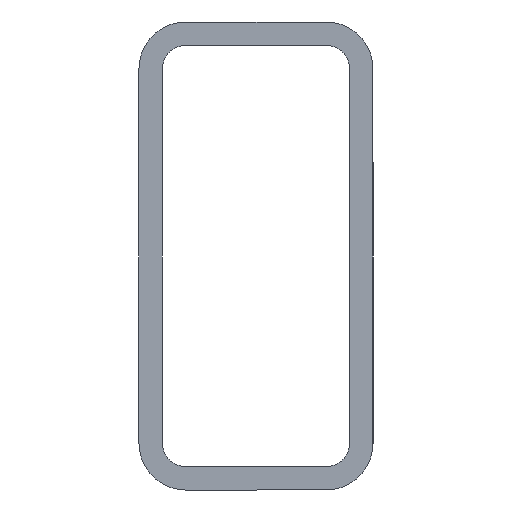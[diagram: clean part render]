
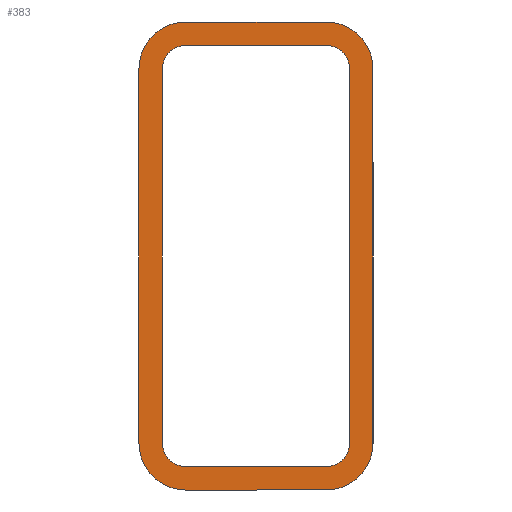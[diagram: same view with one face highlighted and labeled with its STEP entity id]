
A CAD part, left-side view. The second image highlights one B-rep face of the part: STEP entity #383.
In plain terms, the highlighted planar face has unit normal (-1, 0, 0).
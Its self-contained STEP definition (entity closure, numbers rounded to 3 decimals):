
#6 = VECTOR ( 'NONE', #187, 1000. ) ;
#8 = DIRECTION ( 'NONE',  ( 0., 0., -1. ) ) ;
#13 = ORIENTED_EDGE ( 'NONE', *, *, #243, .T. ) ;
#15 = DIRECTION ( 'NONE',  ( 0., -1., 0. ) ) ;
#17 = ORIENTED_EDGE ( 'NONE', *, *, #691, .T. ) ;
#37 = VECTOR ( 'NONE', #15, 1000. ) ;
#44 = CARTESIAN_POINT ( 'NONE',  ( -480., 35., -54. ) ) ;
#46 = LINE ( 'NONE', #50, #6 ) ;
#47 = DIRECTION ( 'NONE',  ( 0., 0., -1. ) ) ;
#50 = CARTESIAN_POINT ( 'NONE',  ( -480., 35., -6. ) ) ;
#51 = CARTESIAN_POINT ( 'NONE',  ( -480., 11., -54. ) ) ;
#62 = DIRECTION ( 'NONE',  ( 0., 0., 1. ) ) ;
#70 = VERTEX_POINT ( 'NONE', #709 ) ;
#72 = CARTESIAN_POINT ( 'NONE',  ( -480., 29., 0. ) ) ;
#85 = CARTESIAN_POINT ( 'NONE',  ( -480., 11., 0. ) ) ;
#88 = CARTESIAN_POINT ( 'NONE',  ( -480., 8., -6. ) ) ;
#94 = CIRCLE ( 'NONE', #315, 6. ) ;
#97 = AXIS2_PLACEMENT_3D ( 'NONE', #124, #409, #182 ) ;
#101 = CARTESIAN_POINT ( 'NONE',  ( -480., 11., -54. ) ) ;
#105 = EDGE_CURVE ( 'NONE', #878, #360, #632, .T. ) ;
#124 = CARTESIAN_POINT ( 'NONE',  ( -480., 29., -54. ) ) ;
#137 = DIRECTION ( 'NONE',  ( 0., 0., 1. ) ) ;
#139 = CIRCLE ( 'NONE', #284, 6. ) ;
#143 = DIRECTION ( 'NONE',  ( 0., 0., 1. ) ) ;
#144 = EDGE_CURVE ( 'NONE', #837, #208, #480, .T. ) ;
#146 = DIRECTION ( 'NONE',  ( 0., 0., -1. ) ) ;
#149 = VERTEX_POINT ( 'NONE', #349 ) ;
#166 = VERTEX_POINT ( 'NONE', #505 ) ;
#173 = ORIENTED_EDGE ( 'NONE', *, *, #467, .T. ) ;
#182 = DIRECTION ( 'NONE',  ( 0., 0., 1. ) ) ;
#187 = DIRECTION ( 'NONE',  ( 0., 0., 1. ) ) ;
#192 = VECTOR ( 'NONE', #227, 1000. ) ;
#201 = CARTESIAN_POINT ( 'NONE',  ( -480., 5., -6. ) ) ;
#203 = CIRCLE ( 'NONE', #547, 6. ) ;
#208 = VERTEX_POINT ( 'NONE', #72 ) ;
#211 = DIRECTION ( 'NONE',  ( 0., 1., 0. ) ) ;
#213 = ORIENTED_EDGE ( 'NONE', *, *, #827, .F. ) ;
#215 = EDGE_CURVE ( 'NONE', #208, #344, #770, .T. ) ;
#219 = VERTEX_POINT ( 'NONE', #430 ) ;
#227 = DIRECTION ( 'NONE',  ( 0., 0., -1. ) ) ;
#234 = CARTESIAN_POINT ( 'NONE',  ( -480., 5., -54. ) ) ;
#243 = EDGE_CURVE ( 'NONE', #531, #330, #594, .T. ) ;
#249 = ORIENTED_EDGE ( 'NONE', *, *, #652, .T. ) ;
#256 = DIRECTION ( 'NONE',  ( 1., 0., 0. ) ) ;
#267 = DIRECTION ( 'NONE',  ( 0., 1., 0. ) ) ;
#283 = VECTOR ( 'NONE', #8, 1000. ) ;
#284 = AXIS2_PLACEMENT_3D ( 'NONE', #578, #716, #62 ) ;
#287 = CARTESIAN_POINT ( 'NONE',  ( -480., 29., -3. ) ) ;
#291 = CARTESIAN_POINT ( 'NONE',  ( -480., 29., -6. ) ) ;
#302 = DIRECTION ( 'NONE',  ( 1., 0., 0. ) ) ;
#312 = CARTESIAN_POINT ( 'NONE',  ( -480., 29., -57. ) ) ;
#315 = AXIS2_PLACEMENT_3D ( 'NONE', #337, #851, #137 ) ;
#323 = FACE_OUTER_BOUND ( 'NONE', #872, .T. ) ;
#330 = VERTEX_POINT ( 'NONE', #727 ) ;
#332 = ORIENTED_EDGE ( 'NONE', *, *, #728, .F. ) ;
#334 = PLANE ( 'NONE',  #790 ) ;
#337 = CARTESIAN_POINT ( 'NONE',  ( -480., 11., -6. ) ) ;
#338 = AXIS2_PLACEMENT_3D ( 'NONE', #291, #582, #143 ) ;
#344 = VERTEX_POINT ( 'NONE', #85 ) ;
#349 = CARTESIAN_POINT ( 'NONE',  ( -480., 11., -57. ) ) ;
#351 = EDGE_CURVE ( 'NONE', #219, #70, #599, .T. ) ;
#355 = AXIS2_PLACEMENT_3D ( 'NONE', #839, #913, #146 ) ;
#360 = VERTEX_POINT ( 'NONE', #234 ) ;
#365 = VERTEX_POINT ( 'NONE', #312 ) ;
#380 = DIRECTION ( 'NONE',  ( 0., 0., 1. ) ) ;
#381 = VERTEX_POINT ( 'NONE', #44 ) ;
#383 = ADVANCED_FACE ( 'NONE', ( #830, #323 ), #334, .F. ) ;
#393 = CARTESIAN_POINT ( 'NONE',  ( -480., 11., -60. ) ) ;
#396 = ORIENTED_EDGE ( 'NONE', *, *, #215, .F. ) ;
#402 = CARTESIAN_POINT ( 'NONE',  ( -480., 8., -54. ) ) ;
#409 = DIRECTION ( 'NONE',  ( 1., 0., 0. ) ) ;
#417 = CIRCLE ( 'NONE', #355, 3. ) ;
#423 = DIRECTION ( 'NONE',  ( 1., 0., 0. ) ) ;
#424 = CARTESIAN_POINT ( 'NONE',  ( -480., 11., 0. ) ) ;
#430 = CARTESIAN_POINT ( 'NONE',  ( -480., 32., -54. ) ) ;
#431 = CIRCLE ( 'NONE', #97, 3. ) ;
#449 = AXIS2_PLACEMENT_3D ( 'NONE', #731, #302, #870 ) ;
#450 = ORIENTED_EDGE ( 'NONE', *, *, #105, .F. ) ;
#464 = CARTESIAN_POINT ( 'NONE',  ( -480., 35., -6. ) ) ;
#467 = EDGE_CURVE ( 'NONE', #149, #365, #826, .T. ) ;
#480 = CIRCLE ( 'NONE', #338, 6. ) ;
#494 = CIRCLE ( 'NONE', #449, 3. ) ;
#503 = ORIENTED_EDGE ( 'NONE', *, *, #734, .T. ) ;
#505 = CARTESIAN_POINT ( 'NONE',  ( -480., 29., -60. ) ) ;
#522 = EDGE_LOOP ( 'NONE', ( #13, #249, #17, #811, #173, #503, #798, #645 ) ) ;
#526 = EDGE_CURVE ( 'NONE', #824, #149, #417, .T. ) ;
#531 = VERTEX_POINT ( 'NONE', #287 ) ;
#540 = EDGE_CURVE ( 'NONE', #166, #381, #139, .T. ) ;
#546 = EDGE_CURVE ( 'NONE', #344, #878, #94, .T. ) ;
#547 = AXIS2_PLACEMENT_3D ( 'NONE', #101, #256, #880 ) ;
#549 = ORIENTED_EDGE ( 'NONE', *, *, #546, .F. ) ;
#558 = AXIS2_PLACEMENT_3D ( 'NONE', #842, #423, #631 ) ;
#563 = EDGE_CURVE ( 'NONE', #70, #531, #689, .T. ) ;
#569 = CARTESIAN_POINT ( 'NONE',  ( -480., 11., -57. ) ) ;
#578 = CARTESIAN_POINT ( 'NONE',  ( -480., 29., -54. ) ) ;
#582 = DIRECTION ( 'NONE',  ( 1., 0., 0. ) ) ;
#594 = LINE ( 'NONE', #609, #37 ) ;
#599 = LINE ( 'NONE', #656, #772 ) ;
#600 = ORIENTED_EDGE ( 'NONE', *, *, #815, .F. ) ;
#609 = CARTESIAN_POINT ( 'NONE',  ( -480., 11., -3. ) ) ;
#612 = VERTEX_POINT ( 'NONE', #639 ) ;
#618 = VECTOR ( 'NONE', #267, 1000. ) ;
#630 = VECTOR ( 'NONE', #211, 1000. ) ;
#631 = DIRECTION ( 'NONE',  ( 0., 0., 1. ) ) ;
#632 = LINE ( 'NONE', #781, #283 ) ;
#639 = CARTESIAN_POINT ( 'NONE',  ( -480., 8., -6. ) ) ;
#642 = VECTOR ( 'NONE', #705, 1000. ) ;
#645 = ORIENTED_EDGE ( 'NONE', *, *, #563, .T. ) ;
#652 = EDGE_CURVE ( 'NONE', #330, #612, #494, .T. ) ;
#656 = CARTESIAN_POINT ( 'NONE',  ( -480., 32., -6. ) ) ;
#666 = CARTESIAN_POINT ( 'NONE',  ( -480., 11., -60. ) ) ;
#689 = CIRCLE ( 'NONE', #558, 3. ) ;
#691 = EDGE_CURVE ( 'NONE', #612, #824, #809, .T. ) ;
#698 = VERTEX_POINT ( 'NONE', #666 ) ;
#705 = DIRECTION ( 'NONE',  ( 0., -1., 0. ) ) ;
#709 = CARTESIAN_POINT ( 'NONE',  ( -480., 32., -6. ) ) ;
#716 = DIRECTION ( 'NONE',  ( 1., 0., 0. ) ) ;
#727 = CARTESIAN_POINT ( 'NONE',  ( -480., 11., -3. ) ) ;
#728 = EDGE_CURVE ( 'NONE', #360, #698, #203, .T. ) ;
#731 = CARTESIAN_POINT ( 'NONE',  ( -480., 11., -6. ) ) ;
#734 = EDGE_CURVE ( 'NONE', #365, #219, #431, .T. ) ;
#753 = DIRECTION ( 'NONE',  ( 1., 0., 0. ) ) ;
#770 = LINE ( 'NONE', #424, #642 ) ;
#772 = VECTOR ( 'NONE', #380, 1000. ) ;
#781 = CARTESIAN_POINT ( 'NONE',  ( -480., 5., -6. ) ) ;
#790 = AXIS2_PLACEMENT_3D ( 'NONE', #51, #753, #47 ) ;
#798 = ORIENTED_EDGE ( 'NONE', *, *, #351, .T. ) ;
#809 = LINE ( 'NONE', #88, #192 ) ;
#811 = ORIENTED_EDGE ( 'NONE', *, *, #526, .T. ) ;
#814 = ORIENTED_EDGE ( 'NONE', *, *, #540, .F. ) ;
#815 = EDGE_CURVE ( 'NONE', #698, #166, #816, .T. ) ;
#816 = LINE ( 'NONE', #393, #618 ) ;
#824 = VERTEX_POINT ( 'NONE', #402 ) ;
#826 = LINE ( 'NONE', #569, #630 ) ;
#827 = EDGE_CURVE ( 'NONE', #381, #837, #46, .T. ) ;
#830 = FACE_BOUND ( 'NONE', #522, .T. ) ;
#837 = VERTEX_POINT ( 'NONE', #464 ) ;
#839 = CARTESIAN_POINT ( 'NONE',  ( -480., 11., -54. ) ) ;
#842 = CARTESIAN_POINT ( 'NONE',  ( -480., 29., -6. ) ) ;
#851 = DIRECTION ( 'NONE',  ( 1., 0., 0. ) ) ;
#870 = DIRECTION ( 'NONE',  ( 0., 0., 1. ) ) ;
#872 = EDGE_LOOP ( 'NONE', ( #332, #450, #549, #396, #907, #213, #814, #600 ) ) ;
#878 = VERTEX_POINT ( 'NONE', #201 ) ;
#880 = DIRECTION ( 'NONE',  ( 0., 0., -1. ) ) ;
#907 = ORIENTED_EDGE ( 'NONE', *, *, #144, .F. ) ;
#913 = DIRECTION ( 'NONE',  ( 1., 0., 0. ) ) ;
